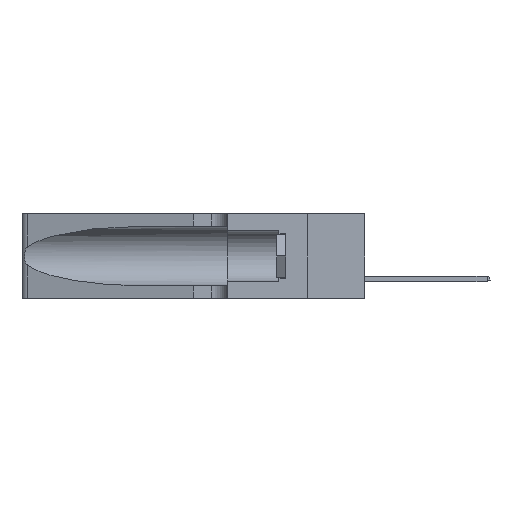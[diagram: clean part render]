
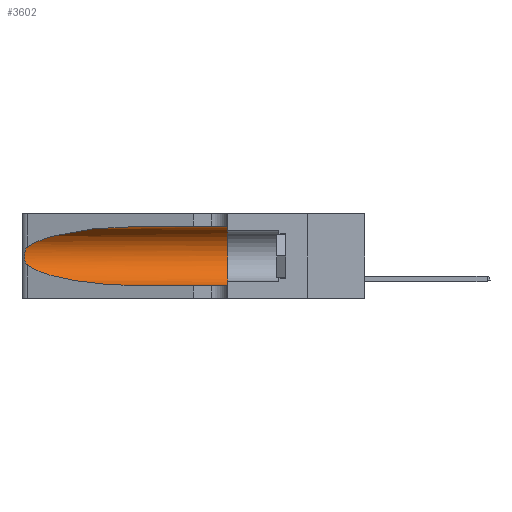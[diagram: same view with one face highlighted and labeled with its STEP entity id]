
A CAD part, left-side view. The second image highlights one B-rep face of the part: STEP entity #3602.
In plain terms, the highlighted cylindrical face has radius 3.308 mm (diameter 6.617 mm), a partial arc.
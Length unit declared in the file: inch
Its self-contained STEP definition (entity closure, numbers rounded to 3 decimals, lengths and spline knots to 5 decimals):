
#2215 = CARTESIAN_POINT ( 'NONE',  ( 0.18966, 0.96281, 0.31525 ) ) ;
#3391 = CIRCLE ( 'NONE', #22319, 0.13025 ) ;
#3602 = ADVANCED_FACE ( 'NONE', ( #18446 ), #36199, .F. ) ;
#3888 = EDGE_CURVE ( 'NONE', #38504, #34006, #18409, .T. ) ;
#4068 =( BOUNDED_CURVE ( )  B_SPLINE_CURVE ( 3, ( #5415, #2215, #42744, #16980 ),
 .UNSPECIFIED., .F., .T. ) 
 B_SPLINE_CURVE_WITH_KNOTS ( ( 4, 4 ),
 ( 1.5708, 2.84003 ),
 .UNSPECIFIED. ) 
 CURVE ( )  GEOMETRIC_REPRESENTATION_ITEM ( )  RATIONAL_B_SPLINE_CURVE ( ( 1., 0.87, 0.87, 1. ) ) 
 REPRESENTATION_ITEM ( '' )  );
#5415 = CARTESIAN_POINT ( 'NONE',  ( 0.1305, 0.72297, 0.31525 ) ) ;
#6339 = CARTESIAN_POINT ( 'NONE',  ( 0.26075, 1.23896, 0.19203 ) ) ;
#6506 = CARTESIAN_POINT ( 'NONE',  ( 0.25487, 1.22718, 0.22369 ) ) ;
#7623 = B_SPLINE_CURVE_WITH_KNOTS ( 'NONE', 3,
 ( #6506, #46477, #46318, #13068, #31425, #42850, #6339, #20589, #38645, #9851, #13720, #27747, #16741, #42369 ),
 .UNSPECIFIED., .F., .F.,
 ( 4, 2, 2, 2, 2, 2, 4 ),
 ( 0., 0.00027, 0.00053, 0.00107, 0.0016, 0.00187, 0.00214 ),
 .UNSPECIFIED. ) ;
#8202 = VECTOR ( 'NONE', #26241, 39.37008 ) ;
#9233 = CARTESIAN_POINT ( 'NONE',  ( 0.1305, 0.35, 0.185 ) ) ;
#9851 = CARTESIAN_POINT ( 'NONE',  ( 0.25856, 1.23593, 0.16098 ) ) ;
#10406 = AXIS2_PLACEMENT_3D ( 'NONE', #34839, #23964, #12780 ) ;
#10927 = VERTEX_POINT ( 'NONE', #17487 ) ;
#11143 = CARTESIAN_POINT ( 'NONE',  ( 0.1305, 1.61858, 0.05475 ) ) ;
#11843 = CARTESIAN_POINT ( 'NONE',  ( 0.25487, 1.22718, 0.14631 ) ) ;
#12449 = DIRECTION ( 'NONE',  ( 0., 1., 0. ) ) ;
#12595 =( BOUNDED_CURVE ( )  B_SPLINE_CURVE ( 3, ( #11843, #30398, #29783, #37469 ),
 .UNSPECIFIED., .F., .F. ) 
 B_SPLINE_CURVE_WITH_KNOTS ( ( 4, 4 ),
 ( 3.44316, 4.71239 ),
 .UNSPECIFIED. ) 
 CURVE ( )  GEOMETRIC_REPRESENTATION_ITEM ( )  RATIONAL_B_SPLINE_CURVE ( ( 1., 0.87, 0.87, 1. ) ) 
 REPRESENTATION_ITEM ( '' )  );
#12780 = DIRECTION ( 'NONE',  ( 0., 0., -1. ) ) ;
#12839 = CARTESIAN_POINT ( 'NONE',  ( 0.1305, 0.72297, 0.05475 ) ) ;
#13068 = CARTESIAN_POINT ( 'NONE',  ( 0.25787, 1.23484, 0.2124 ) ) ;
#13720 = CARTESIAN_POINT ( 'NONE',  ( 0.25789, 1.23486, 0.15765 ) ) ;
#13989 = ORIENTED_EDGE ( 'NONE', *, *, #17537, .T. ) ;
#16363 = CARTESIAN_POINT ( 'NONE',  ( 0.1305, 1.61858, 0.31525 ) ) ;
#16741 = CARTESIAN_POINT ( 'NONE',  ( 0.25555, 1.22993, 0.14849 ) ) ;
#16980 = CARTESIAN_POINT ( 'NONE',  ( 0.25487, 1.22718, 0.22369 ) ) ;
#17290 = VECTOR ( 'NONE', #36784, 39.37008 ) ;
#17487 = CARTESIAN_POINT ( 'NONE',  ( 0.1305, 0.72297, 0.31525 ) ) ;
#17537 = EDGE_CURVE ( 'NONE', #10927, #21803, #4068, .T. ) ;
#17815 = EDGE_CURVE ( 'NONE', #10927, #42438, #46604, .T. ) ;
#18409 = LINE ( 'NONE', #11143, #17290 ) ;
#18446 = FACE_OUTER_BOUND ( 'NONE', #22048, .T. ) ;
#18762 = CARTESIAN_POINT ( 'NONE',  ( 0.1305, 0.35, 0.31525 ) ) ;
#19328 = EDGE_CURVE ( 'NONE', #21803, #44409, #7623, .T. ) ;
#19966 = DIRECTION ( 'NONE',  ( 0., 0., 1. ) ) ;
#20589 = CARTESIAN_POINT ( 'NONE',  ( 0.26075, 1.23896, 0.178 ) ) ;
#21803 = VERTEX_POINT ( 'NONE', #26256 ) ;
#22048 = EDGE_LOOP ( 'NONE', ( #13989, #23959, #24450, #30920, #33982, #24421 ) ) ;
#22319 = AXIS2_PLACEMENT_3D ( 'NONE', #9233, #12449, #19966 ) ;
#22562 = CARTESIAN_POINT ( 'NONE',  ( 0.25487, 1.22718, 0.14631 ) ) ;
#23277 = CARTESIAN_POINT ( 'NONE',  ( 0.1305, 0.35, 0.05475 ) ) ;
#23959 = ORIENTED_EDGE ( 'NONE', *, *, #19328, .T. ) ;
#23964 = DIRECTION ( 'NONE',  ( 0., -1., 0. ) ) ;
#24421 = ORIENTED_EDGE ( 'NONE', *, *, #17815, .F. ) ;
#24450 = ORIENTED_EDGE ( 'NONE', *, *, #24466, .T. ) ;
#24466 = EDGE_CURVE ( 'NONE', #44409, #38504, #12595, .T. ) ;
#25588 = EDGE_CURVE ( 'NONE', #42438, #34006, #3391, .T. ) ;
#26241 = DIRECTION ( 'NONE',  ( 0., -1., 0. ) ) ;
#26256 = CARTESIAN_POINT ( 'NONE',  ( 0.25487, 1.22718, 0.22369 ) ) ;
#27747 = CARTESIAN_POINT ( 'NONE',  ( 0.25639, 1.23186, 0.15144 ) ) ;
#29783 = CARTESIAN_POINT ( 'NONE',  ( 0.18966, 0.96281, 0.05475 ) ) ;
#30398 = CARTESIAN_POINT ( 'NONE',  ( 0.2373, 1.15595, 0.08982 ) ) ;
#30920 = ORIENTED_EDGE ( 'NONE', *, *, #3888, .T. ) ;
#31425 = CARTESIAN_POINT ( 'NONE',  ( 0.25854, 1.2359, 0.20912 ) ) ;
#33982 = ORIENTED_EDGE ( 'NONE', *, *, #25588, .F. ) ;
#34006 = VERTEX_POINT ( 'NONE', #23277 ) ;
#34839 = CARTESIAN_POINT ( 'NONE',  ( 0.1305, 1.61858, 0.185 ) ) ;
#36199 = CYLINDRICAL_SURFACE ( 'NONE', #10406, 0.13025 ) ;
#36784 = DIRECTION ( 'NONE',  ( 0., -1., 0. ) ) ;
#37469 = CARTESIAN_POINT ( 'NONE',  ( 0.1305, 0.72297, 0.05475 ) ) ;
#38504 = VERTEX_POINT ( 'NONE', #12839 ) ;
#38645 = CARTESIAN_POINT ( 'NONE',  ( 0.26017, 1.23833, 0.17102 ) ) ;
#42369 = CARTESIAN_POINT ( 'NONE',  ( 0.25487, 1.22718, 0.14631 ) ) ;
#42438 = VERTEX_POINT ( 'NONE', #18762 ) ;
#42744 = CARTESIAN_POINT ( 'NONE',  ( 0.2373, 1.15595, 0.28018 ) ) ;
#42850 = CARTESIAN_POINT ( 'NONE',  ( 0.26018, 1.23835, 0.19895 ) ) ;
#44409 = VERTEX_POINT ( 'NONE', #22562 ) ;
#46318 = CARTESIAN_POINT ( 'NONE',  ( 0.25639, 1.23184, 0.21858 ) ) ;
#46477 = CARTESIAN_POINT ( 'NONE',  ( 0.25555, 1.22994, 0.2215 ) ) ;
#46604 = LINE ( 'NONE', #16363, #8202 ) ;
